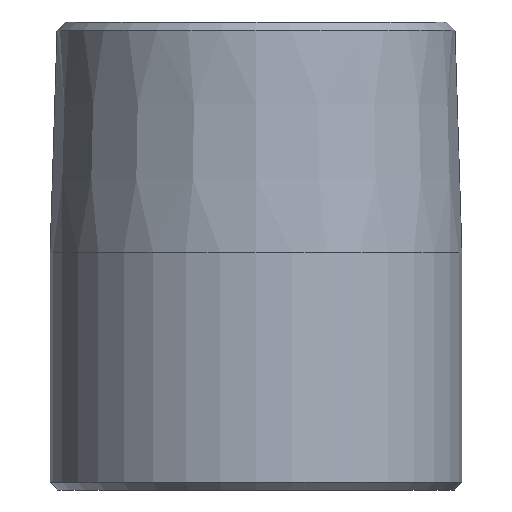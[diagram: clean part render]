
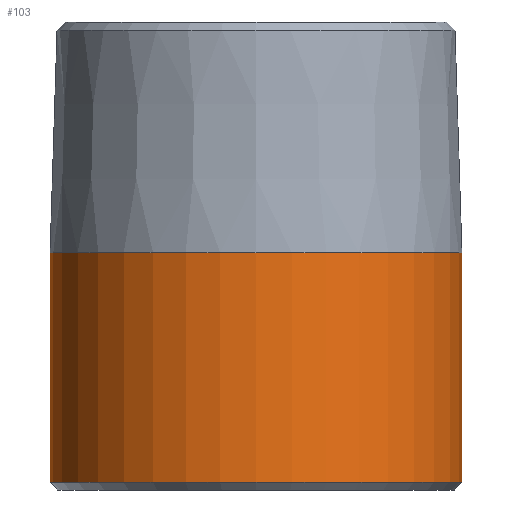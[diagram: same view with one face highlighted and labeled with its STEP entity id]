
A CAD part, front view. The second image highlights one B-rep face of the part: STEP entity #103.
In plain terms, the highlighted cylindrical face has radius 16.764 mm (diameter 33.528 mm), a partial arc.
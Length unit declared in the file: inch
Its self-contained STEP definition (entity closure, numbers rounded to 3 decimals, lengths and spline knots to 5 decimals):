
#4 = DIRECTION ( 'NONE',  ( 0., 0., -1. ) ) ;
#12 = LINE ( 'NONE', #160, #145 ) ;
#34 = VECTOR ( 'NONE', #434, 39.37008 ) ;
#47 = DIRECTION ( 'NONE',  ( 1., 0., 0. ) ) ;
#49 = CARTESIAN_POINT ( 'NONE',  ( 0., 0., 0.025 ) ) ;
#51 = AXIS2_PLACEMENT_3D ( 'NONE', #123, #4, #57 ) ;
#54 = CARTESIAN_POINT ( 'NONE',  ( -0.66, 0., 0.025 ) ) ;
#56 = EDGE_CURVE ( 'NONE', #99, #117, #330, .T. ) ;
#57 = DIRECTION ( 'NONE',  ( -1., 0., 0. ) ) ;
#62 = EDGE_CURVE ( 'NONE', #295, #99, #446, .T. ) ;
#72 = ORIENTED_EDGE ( 'NONE', *, *, #137, .F. ) ;
#86 = DIRECTION ( 'NONE',  ( 0., 0., -1. ) ) ;
#96 = ORIENTED_EDGE ( 'NONE', *, *, #281, .T. ) ;
#99 = VERTEX_POINT ( 'NONE', #287 ) ;
#103 = ADVANCED_FACE ( 'NONE', ( #432 ), #285, .T. ) ;
#117 = VERTEX_POINT ( 'NONE', #54 ) ;
#123 = CARTESIAN_POINT ( 'NONE',  ( 0., 0., 1.5 ) ) ;
#129 = CARTESIAN_POINT ( 'NONE',  ( 0.66, 0., 0.76 ) ) ;
#131 = CARTESIAN_POINT ( 'NONE',  ( 0.66, 0., 0.025 ) ) ;
#137 = EDGE_CURVE ( 'NONE', #295, #423, #12, .T. ) ;
#145 = VECTOR ( 'NONE', #86, 39.37008 ) ;
#155 = ORIENTED_EDGE ( 'NONE', *, *, #62, .T. ) ;
#160 = CARTESIAN_POINT ( 'NONE',  ( 0.66, 0., 1.5 ) ) ;
#167 = DIRECTION ( 'NONE',  ( -1., 0., 0. ) ) ;
#177 = CIRCLE ( 'NONE', #203, 0.66 ) ;
#203 = AXIS2_PLACEMENT_3D ( 'NONE', #49, #476, #47 ) ;
#230 = AXIS2_PLACEMENT_3D ( 'NONE', #289, #360, #167 ) ;
#271 = ORIENTED_EDGE ( 'NONE', *, *, #56, .T. ) ;
#281 = EDGE_CURVE ( 'NONE', #117, #423, #177, .T. ) ;
#285 = CYLINDRICAL_SURFACE ( 'NONE', #51, 0.66 ) ;
#287 = CARTESIAN_POINT ( 'NONE',  ( -0.66, 0., 0.76 ) ) ;
#289 = CARTESIAN_POINT ( 'NONE',  ( 0., 0., 0.76 ) ) ;
#295 = VERTEX_POINT ( 'NONE', #129 ) ;
#319 = CARTESIAN_POINT ( 'NONE',  ( -0.66, 0., 1.5 ) ) ;
#330 = LINE ( 'NONE', #319, #34 ) ;
#360 = DIRECTION ( 'NONE',  ( 0., 0., -1. ) ) ;
#423 = VERTEX_POINT ( 'NONE', #131 ) ;
#432 = FACE_OUTER_BOUND ( 'NONE', #485, .T. ) ;
#434 = DIRECTION ( 'NONE',  ( 0., 0., -1. ) ) ;
#446 = CIRCLE ( 'NONE', #230, 0.66 ) ;
#476 = DIRECTION ( 'NONE',  ( 0., 0., 1. ) ) ;
#485 = EDGE_LOOP ( 'NONE', ( #72, #155, #271, #96 ) ) ;
